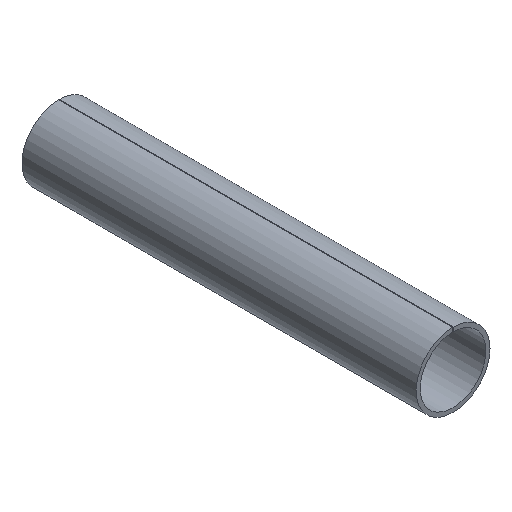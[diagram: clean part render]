
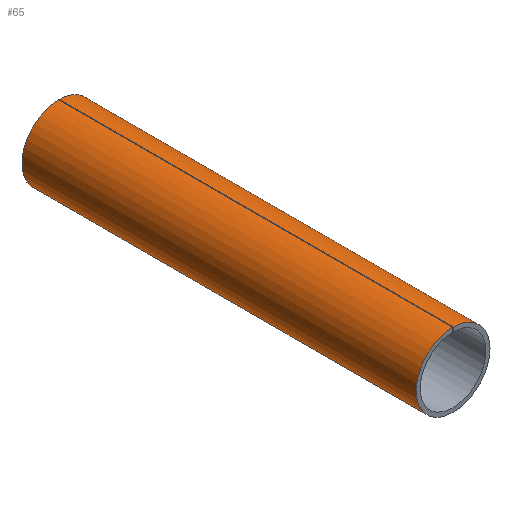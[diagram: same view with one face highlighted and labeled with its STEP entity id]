
A CAD part, isometric view. The second image highlights one B-rep face of the part: STEP entity #65.
In plain terms, the highlighted cylindrical face has radius 14.275 mm (diameter 28.55 mm), a partial arc.
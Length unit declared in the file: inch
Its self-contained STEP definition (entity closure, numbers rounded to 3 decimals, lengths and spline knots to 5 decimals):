
#24=CARTESIAN_POINT('',(-0.002,3.,0.562));
#25=VERTEX_POINT('',#24);
#26=CARTESIAN_POINT('',(0.002,3.,0.562));
#27=VERTEX_POINT('',#26);
#28=CARTESIAN_POINT('',(0.,3.,0.));
#29=DIRECTION('',(0.,-1.,0.));
#30=DIRECTION('',(1.,0.,0.));
#31=AXIS2_PLACEMENT_3D('',#28,#29,#30);
#32=CIRCLE('',#31,0.562);
#33=EDGE_CURVE('',#25,#27,#32,.T.);
#34=ORIENTED_EDGE('',*,*,#33,.T.);
#35=CARTESIAN_POINT('',(0.002,-3.,0.562));
#36=VERTEX_POINT('',#35);
#37=CARTESIAN_POINT('',(0.002,0.,0.562));
#38=DIRECTION('',(0.,-1.,0.));
#39=VECTOR('',#38,1.);
#40=LINE('',#37,#39);
#41=EDGE_CURVE('',#27,#36,#40,.T.);
#42=ORIENTED_EDGE('',*,*,#41,.T.);
#43=CARTESIAN_POINT('',(-0.002,-3.,0.562));
#44=VERTEX_POINT('',#43);
#45=CARTESIAN_POINT('',(0.,-3.,0.));
#46=DIRECTION('',(0.,1.,0.));
#47=DIRECTION('',(1.,0.,0.));
#48=AXIS2_PLACEMENT_3D('',#45,#46,#47);
#49=CIRCLE('',#48,0.562);
#50=EDGE_CURVE('',#36,#44,#49,.T.);
#51=ORIENTED_EDGE('',*,*,#50,.T.);
#52=CARTESIAN_POINT('',(-0.002,0.,0.562));
#53=DIRECTION('',(0.,1.,0.));
#54=VECTOR('',#53,1.);
#55=LINE('',#52,#54);
#56=EDGE_CURVE('',#44,#25,#55,.T.);
#57=ORIENTED_EDGE('',*,*,#56,.T.);
#58=EDGE_LOOP('',(#34,#42,#51,#57));
#59=FACE_OUTER_BOUND('',#58,.T.);
#60=CARTESIAN_POINT('',(0.,0.,0.));
#61=DIRECTION('',(0.,1.,0.));
#62=DIRECTION('',(0.,0.,1.));
#63=AXIS2_PLACEMENT_3D('',#60,#61,#62);
#64=CYLINDRICAL_SURFACE('',#63,0.562);
#65=ADVANCED_FACE('',(#59),#64,.T.);
